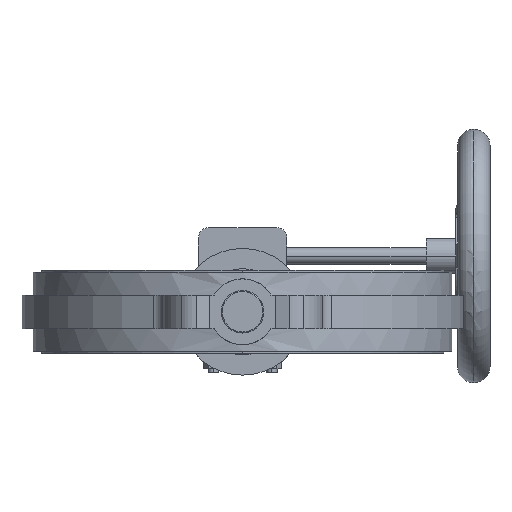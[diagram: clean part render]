
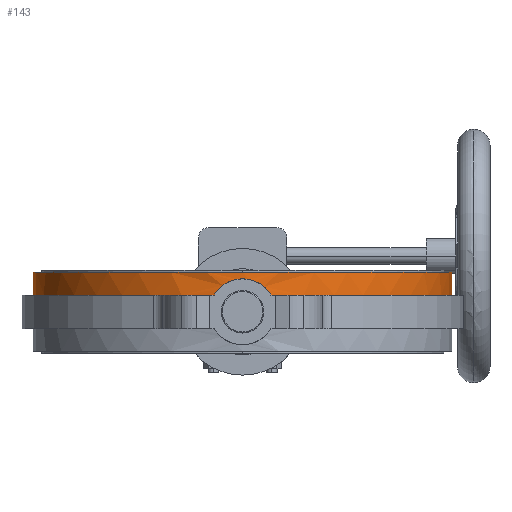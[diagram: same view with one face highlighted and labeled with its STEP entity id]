
A CAD part, front view. The second image highlights one B-rep face of the part: STEP entity #143.
In plain terms, the highlighted cylindrical face has radius 206.5 mm (diameter 413 mm), a partial arc.
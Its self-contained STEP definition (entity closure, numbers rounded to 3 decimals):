
#143 = ADVANCED_FACE( '', ( #453 ), #454, .T. );
#453 = FACE_OUTER_BOUND( '', #1063, .T. );
#454 = CYLINDRICAL_SURFACE( '', #1064, 206.5 );
#1063 = EDGE_LOOP( '', ( #1783, #1784, #1785, #1786, #1787, #1788 ) );
#1064 = AXIS2_PLACEMENT_3D( '', #1789, #1790, #1791 );
#1783 = ORIENTED_EDGE( '', *, *, #4173, .F. );
#1784 = ORIENTED_EDGE( '', *, *, #4174, .F. );
#1785 = ORIENTED_EDGE( '', *, *, #4175, .F. );
#1786 = ORIENTED_EDGE( '', *, *, #4176, .T. );
#1787 = ORIENTED_EDGE( '', *, *, #4177, .F. );
#1788 = ORIENTED_EDGE( '', *, *, #4178, .T. );
#1789 = CARTESIAN_POINT( '', ( 0., 0., -2. ) );
#1790 = DIRECTION( '', ( 0., 0., 1. ) );
#1791 = DIRECTION( '', ( 1., 0., 0. ) );
#4173 = EDGE_CURVE( '', #5054, #5055, #5056, .T. );
#4174 = EDGE_CURVE( '', #5057, #5054, #5058, .T. );
#4175 = EDGE_CURVE( '', #5059, #5057, #5060, .T. );
#4176 = EDGE_CURVE( '', #5059, #5061, #5062, .T. );
#4177 = EDGE_CURVE( '', #5063, #5061, #5064, .T. );
#4178 = EDGE_CURVE( '', #5063, #5055, #5065, .T. );
#5054 = VERTEX_POINT( '', #7037 );
#5055 = VERTEX_POINT( '', #7038 );
#5056 = LINE( '', #7039, #7040 );
#5057 = VERTEX_POINT( '', #7041 );
#5058 = CIRCLE( '', #7042, 206.5 );
#5059 = VERTEX_POINT( '', #7043 );
#5060 = LINE( '', #7044, #7045 );
#5061 = VERTEX_POINT( '', #7046 );
#5062 = CIRCLE( '', #7047, 206.5 );
#5063 = VERTEX_POINT( '', #7048 );
#5064 = B_SPLINE_CURVE_WITH_KNOTS( '', 3, ( #7049, #7050, #7051, #7052, #7053, #7054, #7055, #7056, #7057, #7058, #7059, #7060, #7061, #7062, #7063, #7064, #7065, #7066, #7067, #7068, #7069, #7070, #7071, #7072, #7073, #7074, #7075, #7076, #7077, #7078, #7079, #7080, #7081, #7082, #7083, #7084, #7085, #7086, #7087, #7088, #7089, #7090, #7091, #7092, #7093, #7094 ), .UNSPECIFIED., .F., .F., ( 4, 2, 2, 2, 2, 2, 2, 2, 2, 2, 2, 2, 2, 2, 2, 2, 2, 2, 2, 2, 2, 2, 4 ), ( 16.55, 18.397, 21.463, 24.529, 27.595, 30.661, 33.727, 36.793, 39.859, 42.925, 45.991, 49.057, 52.123, 55.189, 58.255, 61.321, 64.387, 67.453, 70.519, 73.585, 76.651, 79.717, 81.564 ), .UNSPECIFIED. );
#5065 = CIRCLE( '', #7095, 206.5 );
#7037 = CARTESIAN_POINT( '', ( 206.5, 0., -2. ) );
#7038 = CARTESIAN_POINT( '', ( 206.5, 0., -24.5 ) );
#7039 = CARTESIAN_POINT( '', ( 206.5, 0., -2. ) );
#7040 = VECTOR( '', #10358, 1. );
#7041 = CARTESIAN_POINT( '', ( -206.5, 0., -2. ) );
#7042 = AXIS2_PLACEMENT_3D( '', #10359, #10360, #10361 );
#7043 = CARTESIAN_POINT( '', ( -206.5, 0., -24.5 ) );
#7044 = CARTESIAN_POINT( '', ( -206.5, 0., -2. ) );
#7045 = VECTOR( '', #10362, 1. );
#7046 = CARTESIAN_POINT( '', ( -28., -204.593, -24.5 ) );
#7047 = AXIS2_PLACEMENT_3D( '', #10363, #10364, #10365 );
#7048 = CARTESIAN_POINT( '', ( 28., -204.593, -24.5 ) );
#7049 = CARTESIAN_POINT( '', ( 28., -204.593, -24.5 ) );
#7050 = CARTESIAN_POINT( '', ( 27.671, -204.638, -23.942 ) );
#7051 = CARTESIAN_POINT( '', ( 27.326, -204.684, -23.395 ) );
#7052 = CARTESIAN_POINT( '', ( 26.371, -204.81, -21.974 ) );
#7053 = CARTESIAN_POINT( '', ( 25.735, -204.891, -21.124 ) );
#7054 = CARTESIAN_POINT( '', ( 24.4, -205.054, -19.506 ) );
#7055 = CARTESIAN_POINT( '', ( 23.701, -205.137, -18.739 ) );
#7056 = CARTESIAN_POINT( '', ( 22.261, -205.298, -17.299 ) );
#7057 = CARTESIAN_POINT( '', ( 21.494, -205.38, -16.6 ) );
#7058 = CARTESIAN_POINT( '', ( 19.876, -205.543, -15.265 ) );
#7059 = CARTESIAN_POINT( '', ( 19.026, -205.624, -14.629 ) );
#7060 = CARTESIAN_POINT( '', ( 17.253, -205.78, -13.437 ) );
#7061 = CARTESIAN_POINT( '', ( 16.33, -205.856, -12.88 ) );
#7062 = CARTESIAN_POINT( '', ( 14.427, -205.998, -11.858 ) );
#7063 = CARTESIAN_POINT( '', ( 13.447, -206.064, -11.393 ) );
#7064 = CARTESIAN_POINT( '', ( 11.446, -206.185, -10.563 ) );
#7065 = CARTESIAN_POINT( '', ( 10.424, -206.239, -10.198 ) );
#7066 = CARTESIAN_POINT( '', ( 8.354, -206.334, -9.574 ) );
#7067 = CARTESIAN_POINT( '', ( 7.307, -206.373, -9.314 ) );
#7068 = CARTESIAN_POINT( '', ( 5.207, -206.437, -8.902 ) );
#7069 = CARTESIAN_POINT( '', ( 4.154, -206.461, -8.749 ) );
#7070 = CARTESIAN_POINT( '', ( 2.061, -206.492, -8.548 ) );
#7071 = CARTESIAN_POINT( '', ( 1.022, -206.5, -8.5 ) );
#7072 = CARTESIAN_POINT( '', ( -1.022, -206.5, -8.5 ) );
#7073 = CARTESIAN_POINT( '', ( -2.061, -206.492, -8.548 ) );
#7074 = CARTESIAN_POINT( '', ( -4.154, -206.461, -8.749 ) );
#7075 = CARTESIAN_POINT( '', ( -5.207, -206.437, -8.902 ) );
#7076 = CARTESIAN_POINT( '', ( -7.307, -206.373, -9.314 ) );
#7077 = CARTESIAN_POINT( '', ( -8.354, -206.334, -9.574 ) );
#7078 = CARTESIAN_POINT( '', ( -10.424, -206.239, -10.198 ) );
#7079 = CARTESIAN_POINT( '', ( -11.446, -206.185, -10.563 ) );
#7080 = CARTESIAN_POINT( '', ( -13.447, -206.064, -11.393 ) );
#7081 = CARTESIAN_POINT( '', ( -14.427, -205.998, -11.858 ) );
#7082 = CARTESIAN_POINT( '', ( -16.33, -205.856, -12.88 ) );
#7083 = CARTESIAN_POINT( '', ( -17.253, -205.78, -13.437 ) );
#7084 = CARTESIAN_POINT( '', ( -19.026, -205.624, -14.629 ) );
#7085 = CARTESIAN_POINT( '', ( -19.876, -205.543, -15.265 ) );
#7086 = CARTESIAN_POINT( '', ( -21.494, -205.38, -16.6 ) );
#7087 = CARTESIAN_POINT( '', ( -22.261, -205.298, -17.299 ) );
#7088 = CARTESIAN_POINT( '', ( -23.701, -205.137, -18.739 ) );
#7089 = CARTESIAN_POINT( '', ( -24.4, -205.054, -19.506 ) );
#7090 = CARTESIAN_POINT( '', ( -25.735, -204.891, -21.124 ) );
#7091 = CARTESIAN_POINT( '', ( -26.371, -204.81, -21.974 ) );
#7092 = CARTESIAN_POINT( '', ( -27.326, -204.684, -23.395 ) );
#7093 = CARTESIAN_POINT( '', ( -27.671, -204.638, -23.942 ) );
#7094 = CARTESIAN_POINT( '', ( -28., -204.593, -24.5 ) );
#7095 = AXIS2_PLACEMENT_3D( '', #10366, #10367, #10368 );
#10358 = DIRECTION( '', ( 0., 0., -1. ) );
#10359 = CARTESIAN_POINT( '', ( 0., 0., -2. ) );
#10360 = DIRECTION( '', ( 0., 0., 1. ) );
#10361 = DIRECTION( '', ( 1., 0., 0. ) );
#10362 = DIRECTION( '', ( 0., 0., 1. ) );
#10363 = CARTESIAN_POINT( '', ( 0., 0., -24.5 ) );
#10364 = DIRECTION( '', ( 0., 0., 1. ) );
#10365 = DIRECTION( '', ( 1., 0., 0. ) );
#10366 = CARTESIAN_POINT( '', ( 0., 0., -24.5 ) );
#10367 = DIRECTION( '', ( 0., 0., 1. ) );
#10368 = DIRECTION( '', ( 1., 0., 0. ) );
